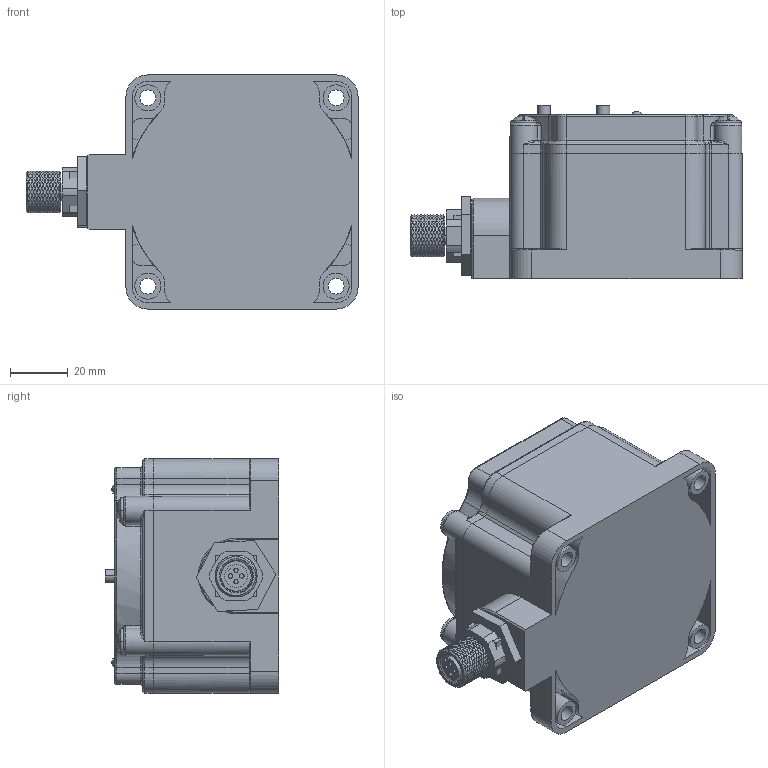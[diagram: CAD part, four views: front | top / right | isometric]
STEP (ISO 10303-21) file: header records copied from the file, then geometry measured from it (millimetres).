
FILE_DESCRIPTION((''),'2;1');
FILE_NAME('181634_ASM','2018-02-16T',('pdmadmin'),('BANNER ENGINEERING'),'CREO PARAMETRIC BY PTC INC, 2016260','CREO PARAMETRIC BY PTC INC, 2016260','');
FILE_SCHEMA(('CONFIG_CONTROL_DESIGN'));
Products named in the file (16): 183130; 138031; 79959_BODY; 79959_NUT; 79959_ASM; 181634_HSG_ASM; 120895; 121056; 121057; 120895_ASM; 161499; 122646_ASM; 120801; 125214; 131071; 181634_ASM
Assembly tree (20 placements, depth 4):
  181634_ASM
    181634_HSG_ASM
      183130
      138031
      79959_ASM
        79959_BODY
        79959_NUT
    122646_ASM
      120895_ASM
        120895
        121056  x2
        121057
      161499  x2
    120801
    125214
    131071  x4
Bounding box: 114.68 x 59.79 x 80.85 mm (x, y, z)
Volume: 104392 mm3; surface area: 87500.8 mm2
Topology: 16 solids, 20 shells, 2927 faces, 6462 edges, 3624 vertices
Faces by surface type: bspline 1542, cylinder 787, plane 318, torus 168, cone 74, sphere 34, revolution 4
Entity records: 154998 total; most frequent: CARTESIAN_POINT 103825, ORIENTED_EDGE 12468, DIRECTION 6726, EDGE_CURVE 6242, VERTEX_POINT 3492, B_SPLINE_CURVE_WITH_KNOTS 3399, EDGE_LOOP 2934, FACE_OUTER_BOUND 2835
